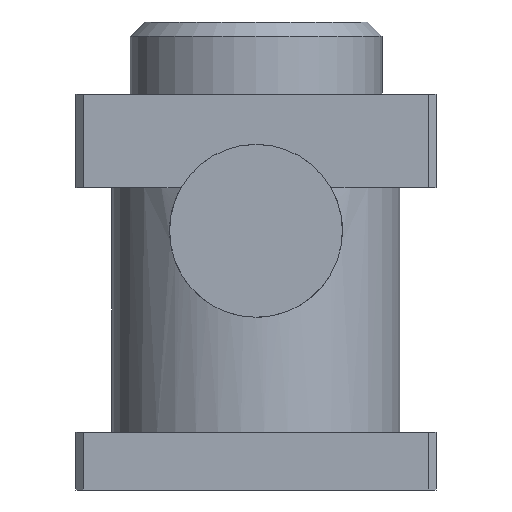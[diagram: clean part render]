
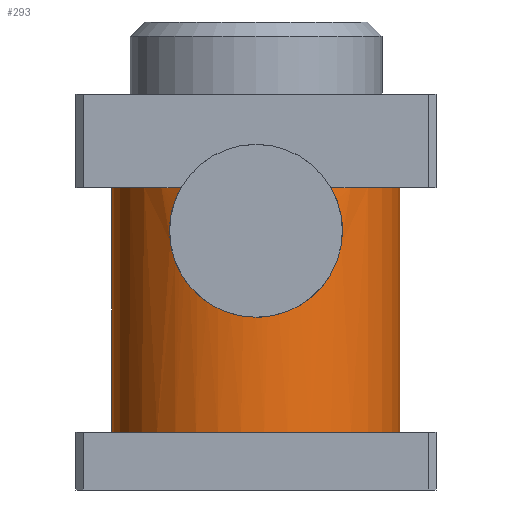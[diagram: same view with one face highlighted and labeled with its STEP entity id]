
A CAD part, front view. The second image highlights one B-rep face of the part: STEP entity #293.
In plain terms, the highlighted cylindrical face has radius 20 mm (diameter 40 mm), a full revolution.
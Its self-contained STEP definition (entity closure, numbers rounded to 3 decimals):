
#155=CARTESIAN_POINT('',(0.0,25.0,26.25));
#156=DIRECTION('',(0.0,0.0,1.0));
#157=DIRECTION('',(1.0,0.0,0.0));
#158=AXIS2_PLACEMENT_3D('',#155,#156,#157);
#159=CYLINDRICAL_SURFACE('',#158,20.0);
#160=CARTESIAN_POINT('',(-20.0,25.0,8.0));
#161=VERTEX_POINT('',#160);
#162=CARTESIAN_POINT('',(0.0,25.0,8.0));
#163=DIRECTION('',(0.0,0.0,-1.0));
#164=DIRECTION('',(1.0,0.0,0.0));
#165=AXIS2_PLACEMENT_3D('',#162,#163,#164);
#166=CIRCLE('',#165,20.0);
#167=EDGE_CURVE('',#161,#161,#166,.T.);
#168=ORIENTED_EDGE('',*,*,#167,.F.);
#169=EDGE_LOOP('',(#168));
#170=FACE_OUTER_BOUND('',#169,.T.);
#171=CARTESIAN_POINT('',(-10.398,7.916,42.0));
#172=VERTEX_POINT('',#171);
#173=CARTESIAN_POINT('',(-10.398,42.084,42.0));
#174=VERTEX_POINT('',#173);
#175=CARTESIAN_POINT('',(0.0,25.0,42.0));
#176=DIRECTION('',(0.0,0.0,-1.0));
#177=DIRECTION('',(1.0,0.0,0.0));
#178=AXIS2_PLACEMENT_3D('',#175,#176,#177);
#179=CIRCLE('',#178,20.0);
#180=EDGE_CURVE('',#172,#174,#179,.T.);
#181=ORIENTED_EDGE('',*,*,#180,.T.);
#182=CARTESIAN_POINT('',(0.,45.0,23.995));
#183=VERTEX_POINT('',#182);
#184=CARTESIAN_POINT('',(-10.398,42.084,42.));
#185=CARTESIAN_POINT('',(-10.647,41.933,41.568));
#186=CARTESIAN_POINT('',(-10.872,41.789,41.117));
#187=CARTESIAN_POINT('',(-11.376,41.454,39.917));
#188=CARTESIAN_POINT('',(-11.613,41.284,39.145));
#189=CARTESIAN_POINT('',(-11.928,41.055,37.577));
#190=CARTESIAN_POINT('',(-12.005,40.996,36.78));
#191=CARTESIAN_POINT('',(-12.005,40.996,35.22));
#192=CARTESIAN_POINT('',(-11.928,41.055,34.423));
#193=CARTESIAN_POINT('',(-11.613,41.284,32.855));
#194=CARTESIAN_POINT('',(-11.376,41.454,32.083));
#195=CARTESIAN_POINT('',(-10.45,42.069,29.88));
#196=CARTESIAN_POINT('',(-9.536,42.618,28.558));
#197=CARTESIAN_POINT('',(-7.448,43.597,26.471));
#198=CARTESIAN_POINT('',(-6.125,44.099,25.552));
#199=CARTESIAN_POINT('',(-3.914,44.628,24.623));
#200=CARTESIAN_POINT('',(-3.14,44.768,24.385));
#201=CARTESIAN_POINT('',(-1.57,44.954,24.071));
#202=CARTESIAN_POINT('',(-0.775,45.0,23.995));
#203=CARTESIAN_POINT('',(0.,45.0,23.995));
#204=B_SPLINE_CURVE_WITH_KNOTS('',3,(#184,#185,#186,#187,#188,#189,#190,#191,#192,#193,#194,#195,#196,#197,#198,#199,#200,#201,#202,#203),.UNSPECIFIED.,.F.,.U.,(4,2,2,2,2,2,2,2,2,4),(3.116,3.264,3.498,3.732,3.966,4.2,4.668,5.133,5.366,5.598),.UNSPECIFIED.);
#205=EDGE_CURVE('',#174,#183,#204,.T.);
#206=ORIENTED_EDGE('',*,*,#205,.T.);
#207=CARTESIAN_POINT('',(10.398,42.084,42.0));
#208=VERTEX_POINT('',#207);
#209=CARTESIAN_POINT('',(0.,45.0,23.995));
#210=CARTESIAN_POINT('',(0.775,45.0,23.995));
#211=CARTESIAN_POINT('',(1.57,44.954,24.071));
#212=CARTESIAN_POINT('',(3.14,44.768,24.385));
#213=CARTESIAN_POINT('',(3.914,44.628,24.623));
#214=CARTESIAN_POINT('',(6.125,44.099,25.552));
#215=CARTESIAN_POINT('',(7.448,43.597,26.471));
#216=CARTESIAN_POINT('',(9.536,42.618,28.558));
#217=CARTESIAN_POINT('',(10.45,42.069,29.88));
#218=CARTESIAN_POINT('',(11.376,41.454,32.083));
#219=CARTESIAN_POINT('',(11.613,41.284,32.855));
#220=CARTESIAN_POINT('',(11.928,41.055,34.423));
#221=CARTESIAN_POINT('',(12.005,40.996,35.22));
#222=CARTESIAN_POINT('',(12.005,40.996,36.0));
#223=CARTESIAN_POINT('',(12.005,40.996,36.78));
#224=CARTESIAN_POINT('',(11.928,41.055,37.577));
#225=CARTESIAN_POINT('',(11.613,41.284,39.145));
#226=CARTESIAN_POINT('',(11.376,41.454,39.917));
#227=CARTESIAN_POINT('',(10.872,41.789,41.117));
#228=CARTESIAN_POINT('',(10.647,41.933,41.568));
#229=CARTESIAN_POINT('',(10.398,42.084,42.));
#230=B_SPLINE_CURVE_WITH_KNOTS('',3,(#209,#210,#211,#212,#213,#214,#215,#216,#217,#218,#219,#220,#221,#222,#223,#224,#225,#226,#227,#228,#229),.UNSPECIFIED.,.F.,.U.,(4,2,2,2,2,2,3,2,2,4),(5.598,5.831,6.064,6.529,6.997,7.231,7.465,7.699,7.933,8.081),.UNSPECIFIED.);
#231=EDGE_CURVE('',#183,#208,#230,.T.);
#232=ORIENTED_EDGE('',*,*,#231,.T.);
#233=CARTESIAN_POINT('',(10.398,7.916,42.0));
#234=VERTEX_POINT('',#233);
#235=CARTESIAN_POINT('',(0.0,25.0,42.0));
#236=DIRECTION('',(0.0,0.0,-1.0));
#237=DIRECTION('',(1.0,0.0,0.0));
#238=AXIS2_PLACEMENT_3D('',#235,#236,#237);
#239=CIRCLE('',#238,20.0);
#240=EDGE_CURVE('',#208,#234,#239,.T.);
#241=ORIENTED_EDGE('',*,*,#240,.T.);
#242=CARTESIAN_POINT('',(0.,5.0,23.995));
#243=VERTEX_POINT('',#242);
#244=CARTESIAN_POINT('',(10.398,7.916,42.));
#245=CARTESIAN_POINT('',(10.647,8.067,41.568));
#246=CARTESIAN_POINT('',(10.872,8.211,41.117));
#247=CARTESIAN_POINT('',(11.376,8.546,39.917));
#248=CARTESIAN_POINT('',(11.613,8.716,39.145));
#249=CARTESIAN_POINT('',(11.928,8.945,37.577));
#250=CARTESIAN_POINT('',(12.005,9.004,36.78));
#251=CARTESIAN_POINT('',(12.005,9.004,36.0));
#252=CARTESIAN_POINT('',(12.005,9.004,35.22));
#253=CARTESIAN_POINT('',(11.928,8.945,34.423));
#254=CARTESIAN_POINT('',(11.613,8.716,32.855));
#255=CARTESIAN_POINT('',(11.376,8.546,32.083));
#256=CARTESIAN_POINT('',(10.45,7.931,29.88));
#257=CARTESIAN_POINT('',(9.536,7.382,28.558));
#258=CARTESIAN_POINT('',(7.448,6.403,26.471));
#259=CARTESIAN_POINT('',(6.125,5.901,25.552));
#260=CARTESIAN_POINT('',(3.914,5.372,24.623));
#261=CARTESIAN_POINT('',(3.14,5.232,24.385));
#262=CARTESIAN_POINT('',(1.57,5.046,24.071));
#263=CARTESIAN_POINT('',(0.775,5.0,23.995));
#264=CARTESIAN_POINT('',(0.0,5.0,23.995));
#265=B_SPLINE_CURVE_WITH_KNOTS('',3,(#244,#245,#246,#247,#248,#249,#250,#251,#252,#253,#254,#255,#256,#257,#258,#259,#260,#261,#262,#263,#264),.UNSPECIFIED.,.F.,.U.,(4,2,2,3,2,2,2,2,2,4),(-0.616,-0.468,-0.234,0.0,0.234,0.468,0.936,1.401,1.634,1.866),.UNSPECIFIED.);
#266=EDGE_CURVE('',#234,#243,#265,.T.);
#267=ORIENTED_EDGE('',*,*,#266,.T.);
#268=CARTESIAN_POINT('',(0.0,5.0,23.995));
#269=CARTESIAN_POINT('',(-0.775,5.0,23.995));
#270=CARTESIAN_POINT('',(-1.57,5.046,24.071));
#271=CARTESIAN_POINT('',(-3.14,5.232,24.385));
#272=CARTESIAN_POINT('',(-3.914,5.372,24.623));
#273=CARTESIAN_POINT('',(-6.125,5.901,25.552));
#274=CARTESIAN_POINT('',(-7.448,6.403,26.471));
#275=CARTESIAN_POINT('',(-9.536,7.382,28.558));
#276=CARTESIAN_POINT('',(-10.45,7.931,29.88));
#277=CARTESIAN_POINT('',(-11.376,8.546,32.083));
#278=CARTESIAN_POINT('',(-11.613,8.716,32.855));
#279=CARTESIAN_POINT('',(-11.928,8.945,34.423));
#280=CARTESIAN_POINT('',(-12.005,9.004,35.22));
#281=CARTESIAN_POINT('',(-12.005,9.004,36.78));
#282=CARTESIAN_POINT('',(-11.928,8.945,37.577));
#283=CARTESIAN_POINT('',(-11.613,8.716,39.145));
#284=CARTESIAN_POINT('',(-11.376,8.546,39.917));
#285=CARTESIAN_POINT('',(-10.872,8.211,41.117));
#286=CARTESIAN_POINT('',(-10.647,8.067,41.568));
#287=CARTESIAN_POINT('',(-10.398,7.916,42.));
#288=B_SPLINE_CURVE_WITH_KNOTS('',3,(#268,#269,#270,#271,#272,#273,#274,#275,#276,#277,#278,#279,#280,#281,#282,#283,#284,#285,#286,#287),.UNSPECIFIED.,.F.,.U.,(4,2,2,2,2,2,2,2,2,4),(-5.598,-5.366,-5.133,-4.668,-4.2,-3.966,-3.732,-3.498,-3.264,-3.116),.UNSPECIFIED.);
#289=EDGE_CURVE('',#243,#172,#288,.T.);
#290=ORIENTED_EDGE('',*,*,#289,.T.);
#291=EDGE_LOOP('',(#181,#206,#232,#241,#267,#290));
#292=FACE_BOUND('',#291,.T.);
#293=ADVANCED_FACE('',(#170,#292),#159,.T.);
